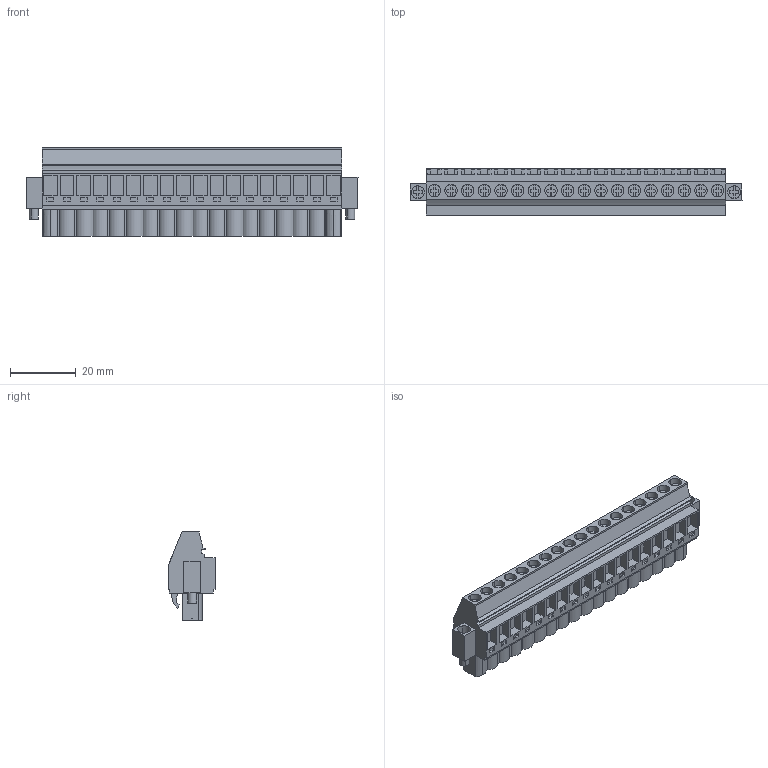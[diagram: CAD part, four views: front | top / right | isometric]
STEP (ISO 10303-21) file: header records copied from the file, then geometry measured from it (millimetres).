
FILE_DESCRIPTION(('CATIA V5 STEP','CAx-IF Rec.Pracs.--- Model Styling and Organization---1.2---2011-12-15'),'2;1');
FILE_NAME ('D1460174_0_1950470000_1950470000.stp','2017-09-09T10:08:34+00:00',('none'),('Weidmueller'),'CATIA Version 5-6 Release 2014','CATIA V5 STEP AP214','none');
FILE_SCHEMA(('AUTOMOTIVE_DESIGN { 1 0 10303 214 1 1 1 1 }'));
Length unit declared in the file: millimetre
Products named in the file (1): 1950470000
Bounding box: 101.24 x 14.1 x 27.1 mm (x, y, z)
Volume: 21161.3 mm3; surface area: 12737.6 mm2
Topology: 21 solids, 21 shells, 1216 faces, 3396 edges, 2301 vertices
Faces by surface type: plane 1032, cylinder 180, extrusion 4
Entity records: 36668 total; most frequent: CARTESIAN_POINT 7086, ORIENTED_EDGE 6792, DIRECTION 4890, EDGE_CURVE 3396, VECTOR 2952, LINE 2948, VERTEX_POINT 2301, EDGE_LOOP 1301
